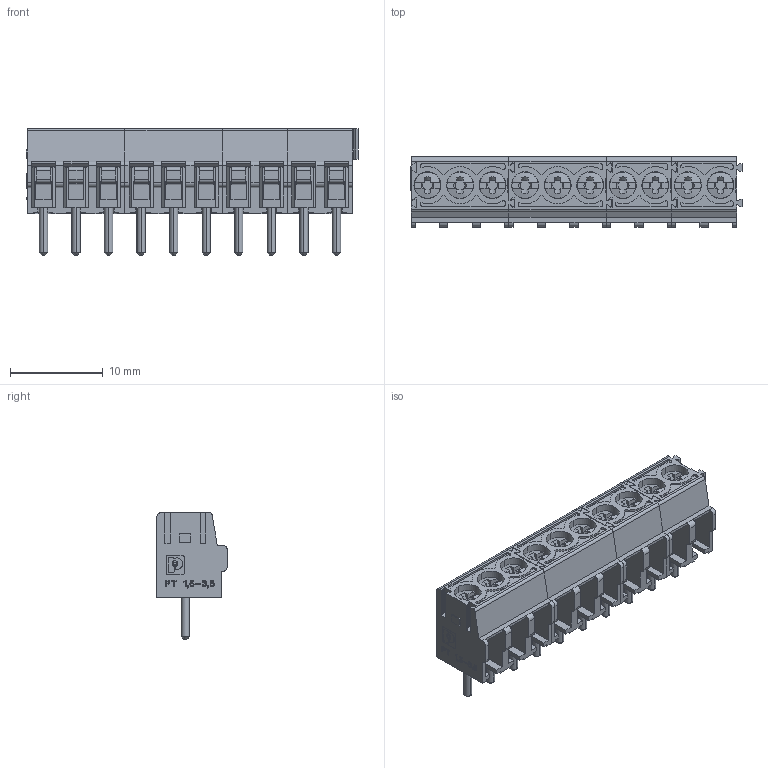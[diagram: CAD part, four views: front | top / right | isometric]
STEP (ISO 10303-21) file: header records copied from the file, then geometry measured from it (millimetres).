
FILE_DESCRIPTION(('Creo Elements/Direct Modeling STEP Export'),'2;1');
FILE_NAME('model.stp','2019-05-27T 9:38:15',(''),(''),'Creo Elements/Direct Modeling STEP processor for AP214 (Solid Model)','Creo Elements/Direct Modeling 20.1A 29-Sep-2018 (C) Parametric Technology GmbH','');
FILE_SCHEMA(('AUTOMOTIVE_DESIGN { 1 0 10303 214 1 1 1 1 }'));
Length unit declared in the file: millimetre
Products named in the file (9): LP_PT_1_5_klh_3_5_horizontal.2; AC_PT_1_5_PVH_H0_Schraube; AT_PT_1_5_3_50_H; PT_1_5-3-3_50_H; LP_PT_1_5_klh_3_5_horizontal.1; PT_1_5-2-3_50_H; PT_1_5-10-3_50_H
Assembly tree (16 placements, depth 3):
  PT_1_5-10-3_50_H
    PT_1_5-3-3_50_H  x2
      LP_PT_1_5_klh_3_5_horizontal.2
      AC_PT_1_5_PVH_H0_Schraube
      AT_PT_1_5_3_50_H
    PT_1_5-2-3_50_H  x2
      LP_PT_1_5_klh_3_5_horizontal.1
      AC_PT_1_5_PVH_H0_Schraube
      AT_PT_1_5_3_50_H
Bounding box: 35.7 x 7.55 x 13.65 mm (x, y, z)
Volume: 1623.7 mm3; surface area: 4686.4 mm2
Topology: 24 solids, 24 shells, 2532 faces, 7238 edges, 4822 vertices
Faces by surface type: plane 2042, cylinder 390, cone 60, sphere 20, extrusion 20
Entity records: 44101 total; most frequent: CARTESIAN_POINT 7030, ORIENTED_EDGE 6164, DIRECTION 5404, EDGE_CURVE 3082, VECTOR 2656, LINE 2646, VERTEX_POINT 2054, AXIS2_PLACEMENT_3D 1374
